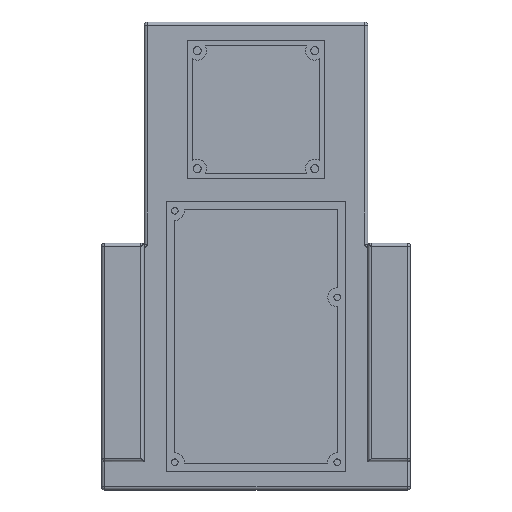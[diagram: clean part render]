
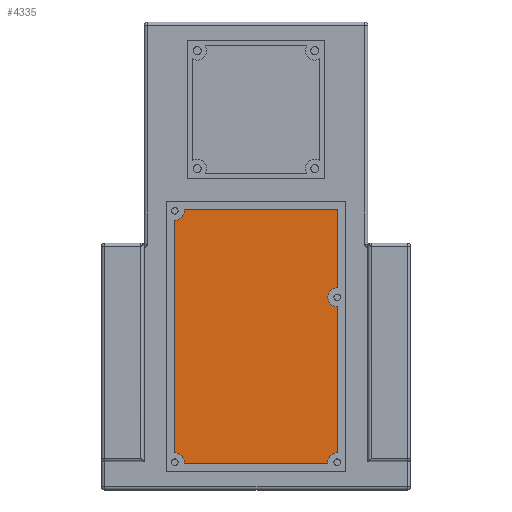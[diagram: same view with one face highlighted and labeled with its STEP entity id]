
A CAD part, top view. The second image highlights one B-rep face of the part: STEP entity #4335.
In plain terms, the highlighted planar face has unit normal (0, 0, 1).
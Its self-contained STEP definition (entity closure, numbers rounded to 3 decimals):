
#208=PLANE('',#4830);
#468=FACE_OUTER_BOUND('',#746,.T.);
#746=EDGE_LOOP('',(#3893,#3894,#3895,#3896,#3897,#3898,#3899,#3900,#3901));
#1115=LINE('',#8027,#1485);
#1116=LINE('',#8031,#1486);
#1117=LINE('',#8035,#1487);
#1118=LINE('',#8037,#1488);
#1119=LINE('',#8040,#1489);
#1485=VECTOR('',#6131,10.);
#1486=VECTOR('',#6134,10.);
#1487=VECTOR('',#6137,10.);
#1488=VECTOR('',#6138,10.);
#1489=VECTOR('',#6141,10.);
#1730=CIRCLE('',#4829,3.);
#1731=CIRCLE('',#4831,3.);
#1732=CIRCLE('',#4832,3.);
#1733=CIRCLE('',#4833,3.);
#2096=VERTEX_POINT('',#8018);
#2098=VERTEX_POINT('',#8022);
#2099=VERTEX_POINT('',#8026);
#2100=VERTEX_POINT('',#8028);
#2101=VERTEX_POINT('',#8030);
#2102=VERTEX_POINT('',#8032);
#2103=VERTEX_POINT('',#8034);
#2104=VERTEX_POINT('',#8036);
#2105=VERTEX_POINT('',#8038);
#2707=EDGE_CURVE('',#2096,#2098,#1730,.T.);
#2708=EDGE_CURVE('',#2098,#2099,#1115,.T.);
#2709=EDGE_CURVE('',#2099,#2100,#1731,.T.);
#2710=EDGE_CURVE('',#2100,#2101,#1116,.T.);
#2711=EDGE_CURVE('',#2101,#2102,#1732,.T.);
#2712=EDGE_CURVE('',#2102,#2103,#1117,.T.);
#2713=EDGE_CURVE('',#2103,#2104,#1118,.T.);
#2714=EDGE_CURVE('',#2104,#2105,#1733,.T.);
#2715=EDGE_CURVE('',#2105,#2096,#1119,.T.);
#3893=ORIENTED_EDGE('',*,*,#2707,.T.);
#3894=ORIENTED_EDGE('',*,*,#2708,.T.);
#3895=ORIENTED_EDGE('',*,*,#2709,.T.);
#3896=ORIENTED_EDGE('',*,*,#2710,.T.);
#3897=ORIENTED_EDGE('',*,*,#2711,.T.);
#3898=ORIENTED_EDGE('',*,*,#2712,.T.);
#3899=ORIENTED_EDGE('',*,*,#2713,.T.);
#3900=ORIENTED_EDGE('',*,*,#2714,.T.);
#3901=ORIENTED_EDGE('',*,*,#2715,.T.);
#4335=ADVANCED_FACE('',(#468),#208,.T.);
#4829=AXIS2_PLACEMENT_3D('',#8024,#6127,#6128);
#4830=AXIS2_PLACEMENT_3D('',#8025,#6129,#6130);
#4831=AXIS2_PLACEMENT_3D('',#8029,#6132,#6133);
#4832=AXIS2_PLACEMENT_3D('',#8033,#6135,#6136);
#4833=AXIS2_PLACEMENT_3D('',#8039,#6139,#6140);
#6127=DIRECTION('center_axis',(0.,0.,-1.));
#6128=DIRECTION('ref_axis',(-1.,0.,0.));
#6129=DIRECTION('center_axis',(0.,0.,1.));
#6130=DIRECTION('ref_axis',(1.,0.,0.));
#6131=DIRECTION('',(1.,0.,0.));
#6132=DIRECTION('center_axis',(0.,0.,-1.));
#6133=DIRECTION('ref_axis',(-1.,0.,0.));
#6134=DIRECTION('',(0.,1.,0.));
#6135=DIRECTION('center_axis',(0.,0.,-1.));
#6136=DIRECTION('ref_axis',(-1.,0.,0.));
#6137=DIRECTION('',(0.,1.,0.));
#6138=DIRECTION('',(-1.,0.,0.));
#6139=DIRECTION('center_axis',(0.,0.,-1.));
#6140=DIRECTION('ref_axis',(-1.,0.,0.));
#6141=DIRECTION('',(0.,-1.,0.));
#8018=CARTESIAN_POINT('',(2.5,5.79,6.));
#8022=CARTESIAN_POINT('',(5.735,2.5,6.));
#8024=CARTESIAN_POINT('Origin',(2.75,2.8,6.));
#8025=CARTESIAN_POINT('Origin',(28.5,42.675,6.));
#8026=CARTESIAN_POINT('',(51.265,2.5,6.));
#8027=CARTESIAN_POINT('',(41.5,2.5,6.));
#8028=CARTESIAN_POINT('',(54.5,5.79,6.));
#8029=CARTESIAN_POINT('Origin',(54.25,2.8,6.));
#8030=CARTESIAN_POINT('',(54.5,52.11,6.));
#8031=CARTESIAN_POINT('',(54.5,62.763,6.));
#8032=CARTESIAN_POINT('',(54.5,58.09,6.));
#8033=CARTESIAN_POINT('Origin',(54.25,55.1,6.));
#8034=CARTESIAN_POINT('',(54.5,82.85,6.));
#8035=CARTESIAN_POINT('',(54.5,62.763,6.));
#8036=CARTESIAN_POINT('',(5.735,82.85,6.));
#8037=CARTESIAN_POINT('',(15.5,82.85,6.));
#8038=CARTESIAN_POINT('',(2.5,79.56,6.));
#8039=CARTESIAN_POINT('Origin',(2.75,82.55,6.));
#8040=CARTESIAN_POINT('',(2.5,22.588,6.));
